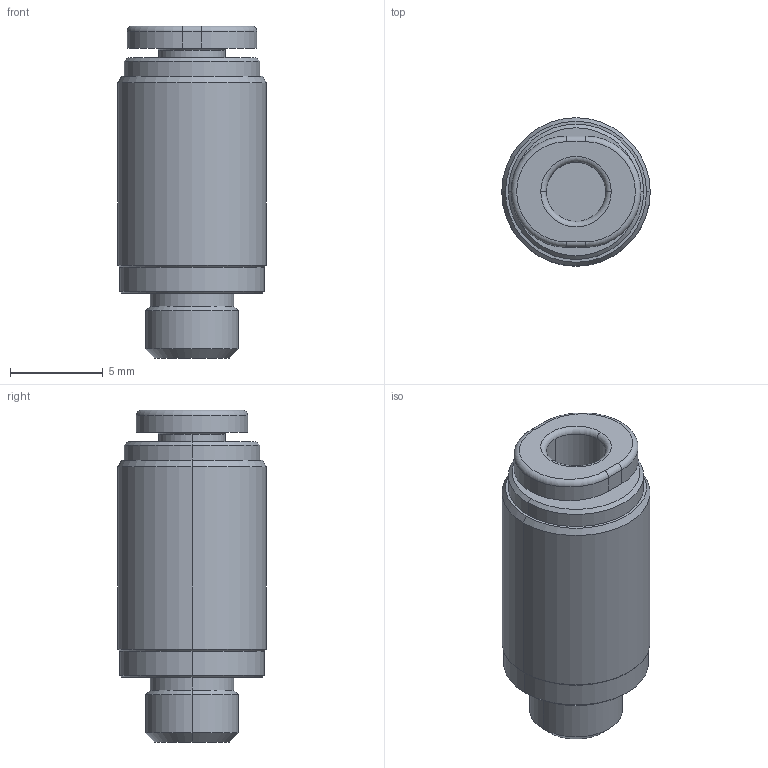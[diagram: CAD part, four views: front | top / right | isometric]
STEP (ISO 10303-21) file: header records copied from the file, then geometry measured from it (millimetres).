
FILE_DESCRIPTION((''),'2;1');
FILE_NAME('POC03M5C-mdt.stp','2017-07-24T15:06:44',(''),(''),'Mechanical Desktop 2009','Mechanical Desktop 2009',', , ');
FILE_SCHEMA(('CONFIG_CONTROL_DESIGN'));
Length unit declared in the file: millimetre
Products named in the file (3): POC03M5C-MDTA; POC03M5C-MDT; COLLAR-C03C-C
Assembly tree (2 placements, depth 2):
  POC03M5C-MDTA
    POC03M5C-MDT
    COLLAR-C03C-C
Bounding box: 8 x 8 x 17.9 mm (x, y, z)
Volume: 626.7 mm3; surface area: 672.9 mm2
Topology: 1 solids, 1 shells, 50 faces, 105 edges, 63 vertices
Faces by surface type: cylinder 20, cone 14, plane 10, torus 4, bspline 2
Entity records: 1549 total; most frequent: CARTESIAN_POINT 309, DIRECTION 272, ORIENTED_EDGE 210, AXIS2_PLACEMENT_3D 116, EDGE_CURVE 105, CIRCLE 65, VERTEX_POINT 63, EDGE_LOOP 56
